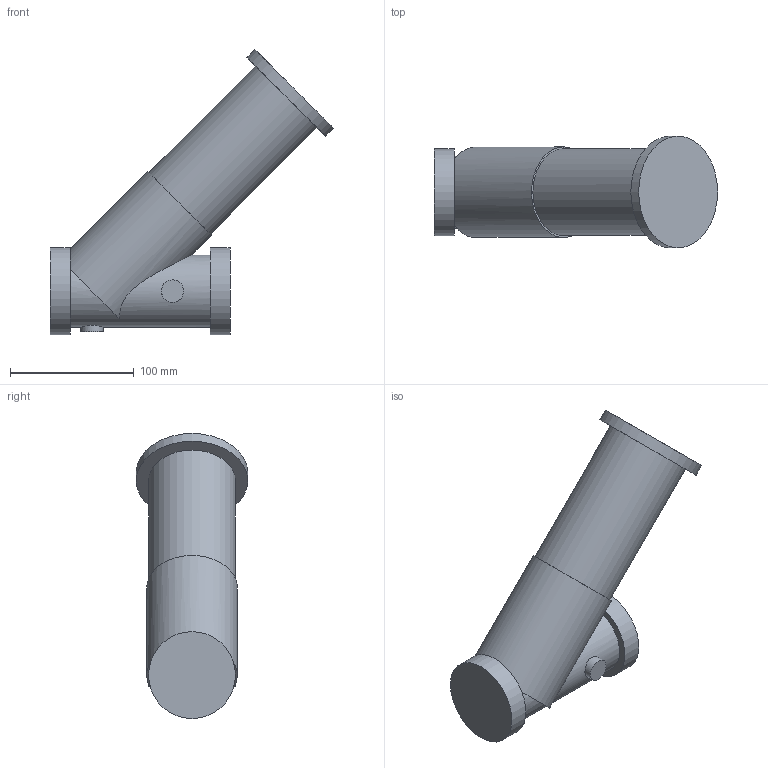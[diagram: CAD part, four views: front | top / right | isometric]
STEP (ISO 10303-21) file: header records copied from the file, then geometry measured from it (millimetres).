
FILE_DESCRIPTION(/* description */ ('STEP AP203'),/* implementation_level */ '2;1');
FILE_NAME(/* name */ '0730G050CH',/* time_stamp */ '2024-03-19T17:14:26+01:00',/* author */ ('License CC BY-ND 4.0'),/* organization */ ('CADENAS'),/* preprocessor_version */ 'ST-DEVELOPER v19.3',/* originating_system */ 'PARTsolutions',/* authorisation */ ' ');
FILE_SCHEMA (('CONFIG_CONTROL_DESIGN'));
Length unit declared in the file: millimetre
Products named in the file (1): 0730G050CH
Bounding box: 228.5 x 90 x 230.07 mm (x, y, z)
Volume: 1245909.5 mm3; surface area: 88784.2 mm2
Topology: 1 solids, 1 shells, 21 faces, 39 edges, 27 vertices
Faces by surface type: plane 12, cylinder 9
Full cylindrical faces by diameter (mm): 18 x3, 58 x1, 70 x1, 70.147 x2, 73 x1, 90 x1
Entity records: 561 total; most frequent: CARTESIAN_POINT 162, DIRECTION 84, ORIENTED_EDGE 50, AXIS2_PLACEMENT_3D 41, EDGE_LOOP 37, FACE_BOUND 37, EDGE_CURVE 25, VERTEX_POINT 22
